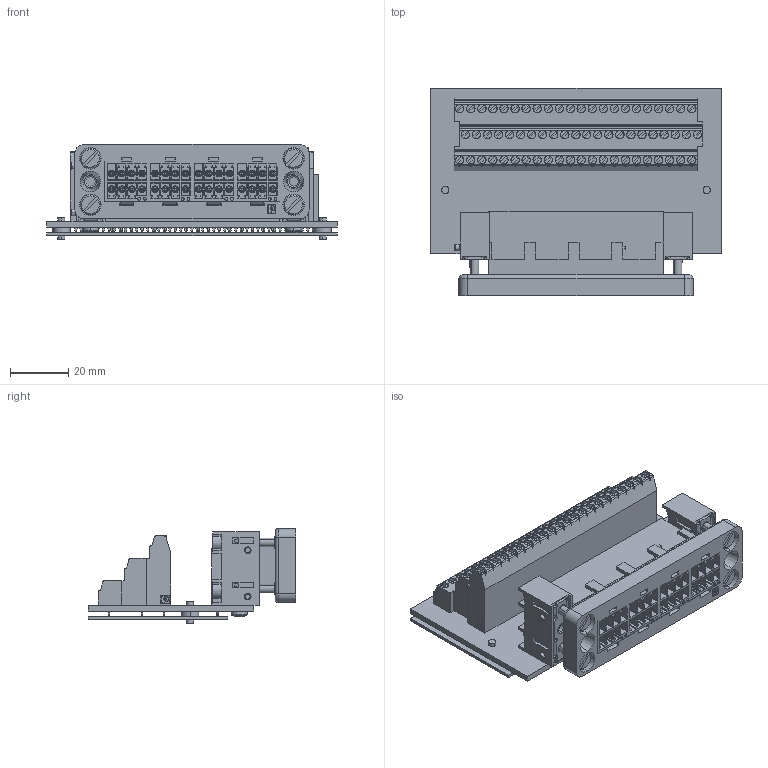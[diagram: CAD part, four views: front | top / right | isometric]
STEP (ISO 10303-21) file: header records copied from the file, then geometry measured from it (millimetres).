
FILE_DESCRIPTION(('Creo Elements/Direct Modeling STEP Export'),'2;1');
FILE_NAME('model.stp','2019-01-02T14:08:17',(''),(''),'Creo Elements/Direct Modeling STEP processor for AP214 (Solid Model)','Creo Elements/Direct Modeling 18.1I 14-Aug-2016 (C) Parametric Technology GmbH','');
FILE_SCHEMA(('AUTOMOTIVE_DESIGN { 1 0 10303 214 1 1 1 1 }'));
Products named in the file (2): 1853654
Assembly tree (1 placements, depth 2):
  1853654
    1853654
Bounding box: 100 x 71.36 x 32.71 mm (x, y, z)
Volume: 81947.4 mm3; surface area: 52886 mm2
Topology: 1 solids, 1 shells, 4362 faces, 11920 edges, 7889 vertices
Faces by surface type: plane 3211, cylinder 807, cone 212, torus 124, bspline 4, sphere 4
Entity records: 183080 total; most frequent: CARTESIAN_POINT 38583, ORIENTED_EDGE 23664, DIRECTION 20860, EDGE_CURVE 11832, VECTOR 8848, LINE 8848, VERTEX_POINT 7889, AXIS2_PLACEMENT_3D 6006
